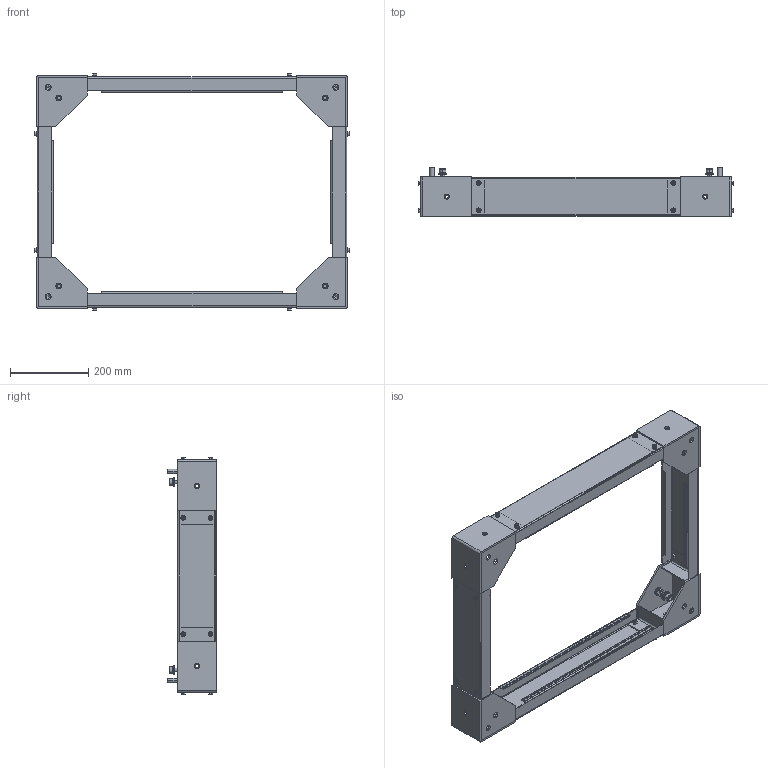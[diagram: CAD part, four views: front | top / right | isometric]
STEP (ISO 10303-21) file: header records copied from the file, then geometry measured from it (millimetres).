
FILE_DESCRIPTION (( 'STEP AP203' ), '1' );
FILE_NAME ('UR05300010806 Öîêîëü ñåéñìîñòîéêèé RS52 80.60 (000.136.053).STEP', '2022-04-18T12:12:56', ( '' ), ( '' ), 'SwSTEP 2.0', 'SolidWorks 2017', '' );
FILE_SCHEMA (( 'CONFIG_CONTROL_DESIGN' ));
Length unit declared in the file: millimetre
Products named in the file (19): Âèíò DIN 912_Œ10å35; 024-249 Ïëàñòèíà öîêîëÿ; 嵑殧趌6402_12; 蹴濋趌5915_M10; 嵑殧趌11371_12; Âèíò DIN 912_Œ12å35; 鎔艜 DIN 912_M6x16; bead4; 嵑殧趌6402_6; 024-422 Ïëàñòèíà öîêîëÿ; UR05300010806 Öîêîëü ñåéñìîñòîéêèé RS52 80.60 (000.136.053); 嵑殧趌11371_10; 026-597 赶鎀鍧; 070-56 Ïàíåëü öîêîëÿ RS52_00 (00.60); 000.137.037 Ñîåäèíèòåëü óãëîâîé; 070-56 Ïàíåëü öîêîëÿ RS52_01 (00.80); 嵑殧趌6402_10; 嵑殧趌11371_6; 蹴濋趌5915_M6
Assembly tree (101 placements, depth 3):
  UR05300010806 Öîêîëü ñåéñìîñòîéêèé RS52 80.60 (000.136.053)
    070-56 Ïàíåëü öîêîëÿ RS52_01 (00.80)  x2
    000.137.037 Ñîåäèíèòåëü óãëîâîé  x4
      024-249 Ïëàñòèíà öîêîëÿ
      024-422 Ïëàñòèíà öîêîëÿ
      蹴濋趌5915_M10
      026-597 赶鎀鍧
      蹴濋趌5915_M6
      bead4
    070-56 Ïàíåëü öîêîëÿ RS52_00 (00.60)  x2
    嵑殧趌11371_6  x16
    嵑殧趌6402_6  x16
    鎔艜 DIN 912_M6x16  x16
    Âèíò DIN 912_Œ12å35  x4
    嵑殧趌6402_12  x4
    嵑殧趌11371_12  x4
    Âèíò DIN 912_Œ10å35  x4
    嵑殧趌11371_10  x8
    嵑殧趌6402_10  x4
    蹴濋趌5915_M10  x4
Bounding box: 804 x 124.5 x 604 mm (x, y, z)
Volume: 1884704.4 mm3; surface area: 1292752.9 mm2
Topology: 136 solids, 136 shells, 2460 faces, 5964 edges, 3776 vertices
Faces by surface type: plane 1504, cylinder 764, cone 96, torus 96
Entity records: 24425 total; most frequent: DIRECTION 3562, CARTESIAN_POINT 3433, ORIENTED_EDGE 3288, EDGE_CURVE 1644, AXIS2_PLACEMENT_3D 1188, LINE 1186, VECTOR 1186, VERTEX_POINT 1059
